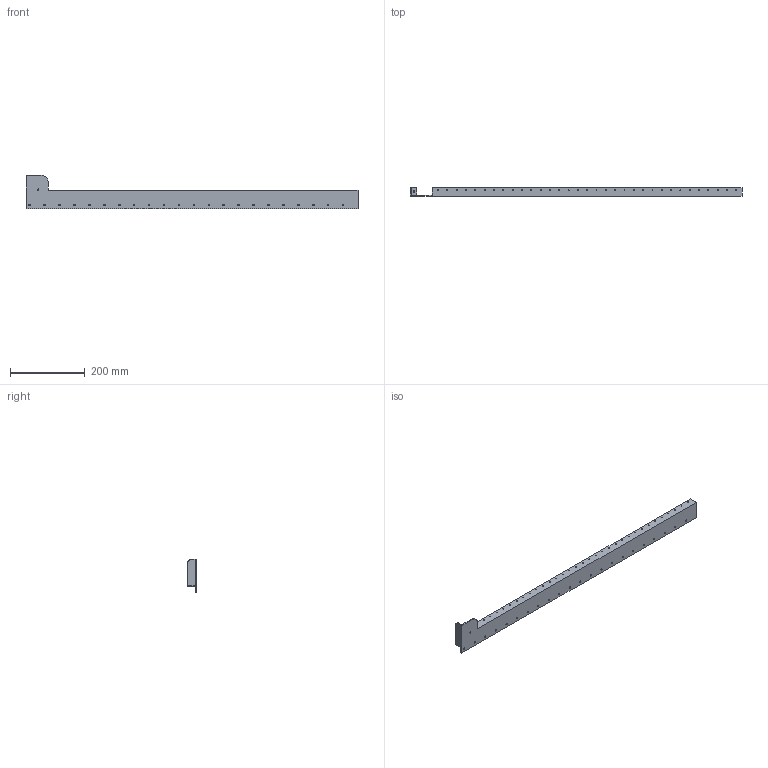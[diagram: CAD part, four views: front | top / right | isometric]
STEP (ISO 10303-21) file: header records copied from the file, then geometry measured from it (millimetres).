
FILE_DESCRIPTION(/* description */ (''),/* implementation_level */ '2;1');
FILE_NAME(/* name */ 'linear_guide_base.step',/* time_stamp */ '2024-07-30T15:18:36+09:00',/* author */ (''),/* organization */ (''),/* preprocessor_version */ 'ST-DEVELOPER v20',/* originating_system */ 'Autodesk Translation Framework v13.14.0.145',/* authorisation */ '');
FILE_SCHEMA (('AUTOMOTIVE_DESIGN { 1 0 10303 214 3 1 1 }'));
Length unit declared in the file: millimetre
Products named in the file (1): linear_guide_base
Bounding box: 890 x 23 x 90 mm (x, y, z)
Volume: 193987.4 mm3; surface area: 137127.2 mm2
Topology: 1 solids, 1 shells, 75 faces, 221 edges, 148 vertices
Faces by surface type: cylinder 59, plane 16
Full cylindrical faces by diameter (mm): 2.5 x33, 3.5 x1, 4.2 x23
Entity records: 2830 total; most frequent: DIRECTION 491, CARTESIAN_POINT 445, ORIENTED_EDGE 442, EDGE_CURVE 221, AXIS2_PLACEMENT_3D 194, EDGE_LOOP 189, VERTEX_POINT 148, CIRCLE 118
